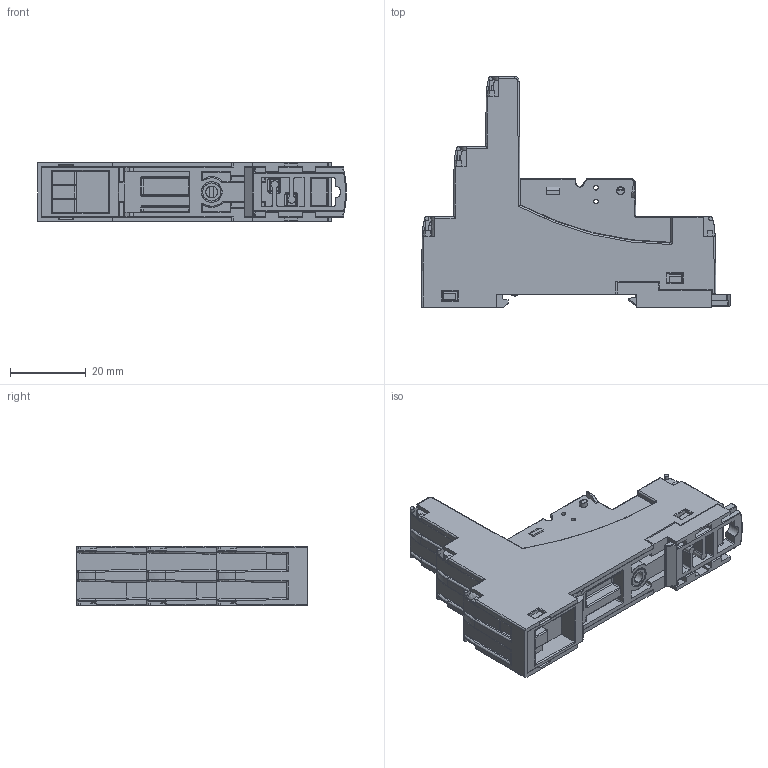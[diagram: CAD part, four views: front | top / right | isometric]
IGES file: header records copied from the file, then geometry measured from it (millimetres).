
Start section: SolidWorks IGES file using analytic representation for surfaces
Global section: file name: GZM92.IGS; native system: SolidWorks 2016; preprocessor: SolidWorks 2016; author: pikusl; date: 160613.144129; units: millimetre
Bounding box: 81.67 x 61 x 15.8 mm (x, y, z)
Surface area: 16591.5 mm2 (no closed solid volume)
Topology: 0 solids, 0 shells, 1842 faces, 13318 edges, 13272 vertices
Faces by surface type: bspline 1125, revolution 717
